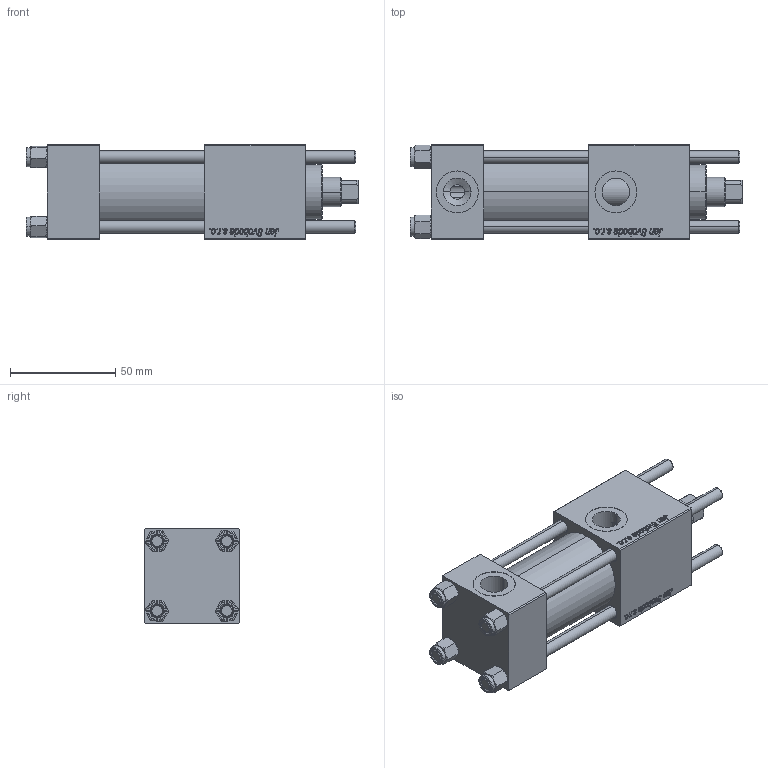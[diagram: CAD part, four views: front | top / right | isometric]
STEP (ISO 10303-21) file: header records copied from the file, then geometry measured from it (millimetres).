
FILE_DESCRIPTION (( 'STEP AP203' ), '1' );
FILE_NAME ('2ef2.STEP', '2023-08-26T14:42:33', ( '' ), ( '' ), 'SwSTEP 2.0', 'SolidWorks 2019', '' );
FILE_SCHEMA (( 'CONFIG_CONTROL_DESIGN' ));
Length unit declared in the file: millimetre
Products named in the file (6): V215CR_VCP_B 17088a4f683bbcb4ccee6839326c41b5; V215_VC_A 17088a4f683bbcb4ccee6839326c41b5; V215CR_B-1 17088a4f683bbcb4ccee6839326c41b5; 2ef2; V215CR_B_TYCINKA 17088a4f683bbcb4ccee6839326c41b5; NUT_M5_B 17088a4f683bbcb4ccee6839326c41b5
Assembly tree (11 placements, depth 2):
  2ef2
    V215CR_B-1 17088a4f683bbcb4ccee6839326c41b5
    V215CR_VCP_B 17088a4f683bbcb4ccee6839326c41b5
    NUT_M5_B 17088a4f683bbcb4ccee6839326c41b5  x4
    V215CR_B_TYCINKA 17088a4f683bbcb4ccee6839326c41b5  x4
    V215_VC_A 17088a4f683bbcb4ccee6839326c41b5
Bounding box: 158 x 45 x 45 mm (x, y, z)
Volume: 198371.7 mm3; surface area: 72571.5 mm2
Topology: 11 solids, 11 shells, 1157 faces, 2939 edges, 1907 vertices
Faces by surface type: bspline 504, plane 431, cone 136, cylinder 78, torus 8
Entity records: 56865 total; most frequent: CARTESIAN_POINT 34088, ORIENTED_EDGE 5370, DIRECTION 2917, EDGE_CURVE 2685, VERTEX_POINT 1763, VECTOR 1445, LINE 1445, EDGE_LOOP 1160
